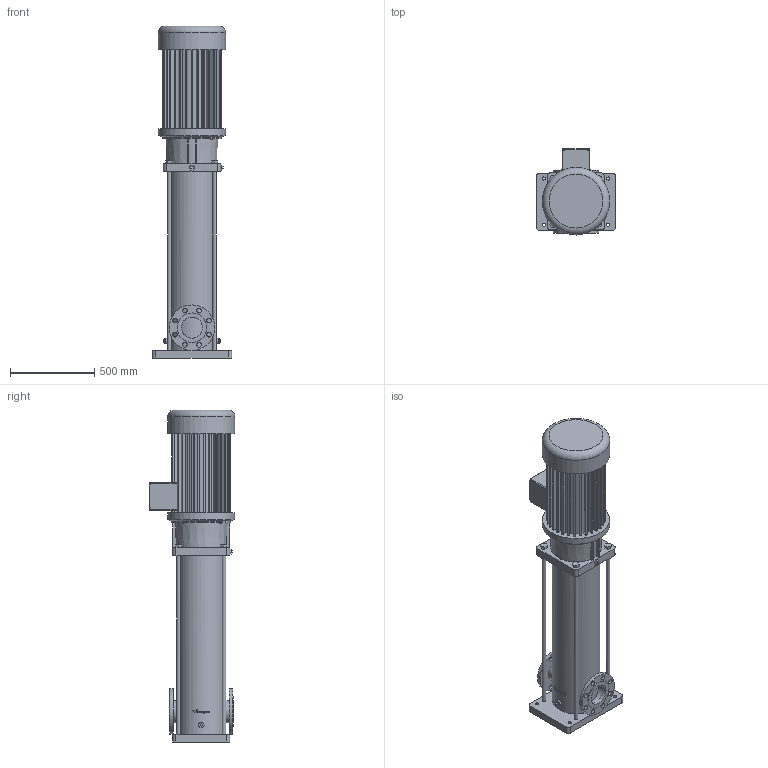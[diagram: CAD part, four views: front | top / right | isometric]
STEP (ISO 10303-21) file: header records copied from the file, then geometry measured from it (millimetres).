
FILE_DESCRIPTION(('STEP AP203'), '1');
FILE_NAME('曶笴 岈120-40(-2)', '', ('UNSPECIFIED'), ('UNSPECIFIED'), 'C3D Converter', 'C3D Toolkit', '');
FILE_SCHEMA(('CONFIG_CONTROL_DESIGN'));
Length unit declared in the file: millimetre
Bounding box: 472 x 510 x 1970 mm (x, y, z)
Volume: 157319386.6 mm3; surface area: 3900431.5 mm2
Topology: 1 solids, 1 shells, 517 faces, 1462 edges, 995 vertices
Faces by surface type: plane 357, cylinder 147, bspline 6, cone 5, torus 2
Full cylindrical faces by diameter (mm): 18 x4, 22 x4, 28 x16, 32 x2, 125 x2, 132 x2, 175 x2, 270 x2, 280 x1, 350 x1, 400 x2
Entity records: 23250 total; most frequent: CARTESIAN_POINT 6001, ORIENTED_EDGE 2680, DIRECTION 2605, EDGE_CURVE 1340, VERTEX_POINT 911, LINE 869, VECTOR 869, AXIS2_PLACEMENT_3D 868
